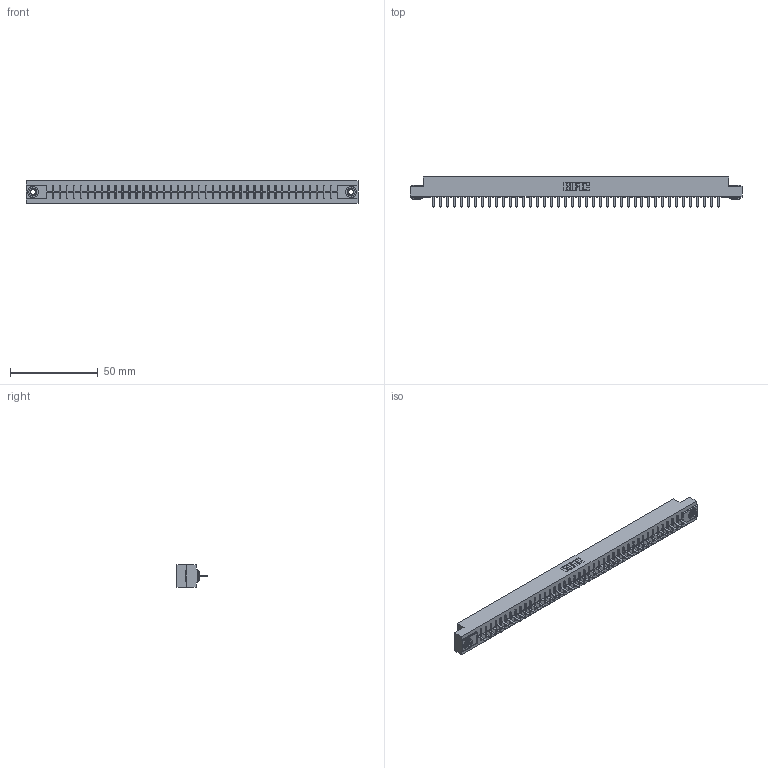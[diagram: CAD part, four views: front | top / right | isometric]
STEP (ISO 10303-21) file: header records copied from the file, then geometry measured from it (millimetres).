
FILE_DESCRIPTION (( 'STEP AP203' ), '1' );
FILE_NAME ('306-042-520-103.STEP', '2019-09-12T00:49:23', ( '' ), ( '' ), 'SwSTEP 2.0', 'SolidWorks 2016', '' );
FILE_SCHEMA (( 'CONFIG_CONTROL_DESIGN' ));
Length unit declared in the file: inch
Products named in the file (4): 306-042-520-103; 345-250-002_345-250-002-102; 306-290-001_120; 306 Part_.156 Dia
Assembly tree (45 placements, depth 2):
  306-042-520-103
    306 Part_.156 Dia
    306-290-001_120  x42
    345-250-002_345-250-002-102  x2
Bounding box: 189.43 x 17.12 x 12.7 mm (x, y, z)
Volume: 20956.9 mm3; surface area: 21785.2 mm2
Topology: 45 solids, 45 shells, 3108 faces, 8702 edges, 5572 vertices
Faces by surface type: plane 2066, cylinder 866, sphere 168, cone 8
Entity records: 40188 total; most frequent: CARTESIAN_POINT 6726, ORIENTED_EDGE 6660, DIRECTION 6646, EDGE_CURVE 3330, VECTOR 2598, LINE 2598, VERTEX_POINT 2104, AXIS2_PLACEMENT_3D 2024
